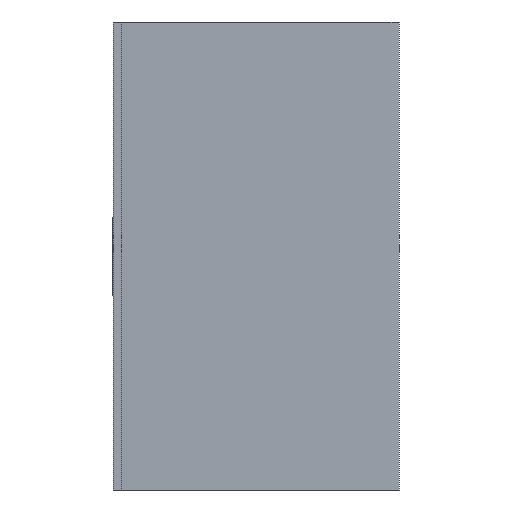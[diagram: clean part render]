
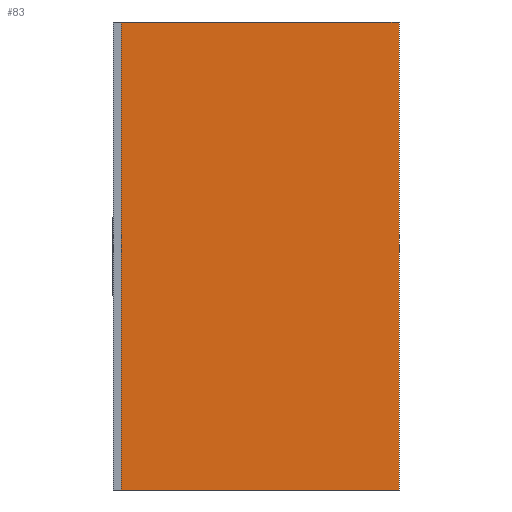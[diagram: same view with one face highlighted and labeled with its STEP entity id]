
A CAD part, left-side view. The second image highlights one B-rep face of the part: STEP entity #83.
In plain terms, the highlighted planar face has unit normal (-1, 0, 0).
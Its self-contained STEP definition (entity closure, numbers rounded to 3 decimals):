
#83 = ADVANCED_FACE ( 'NONE', ( #1490 ), #3405, .F. ) ;
#100 = EDGE_CURVE ( 'NONE', #2787, #2060, #718, .T. ) ;
#200 = EDGE_CURVE ( 'NONE', #704, #3247, #2164, .T. ) ;
#704 = VERTEX_POINT ( 'NONE', #2267 ) ;
#718 = LINE ( 'NONE', #2277, #1988 ) ;
#765 = CARTESIAN_POINT ( 'NONE',  ( -0.022, -0.015, 0. ) ) ;
#767 = LINE ( 'NONE', #1301, #1620 ) ;
#868 = LINE ( 'NONE', #1931, #888 ) ;
#888 = VECTOR ( 'NONE', #2984, 1000. ) ;
#927 = VECTOR ( 'NONE', #2635, 1000. ) ;
#1003 = CARTESIAN_POINT ( 'NONE',  ( -0.022, 0., -0.9 ) ) ;
#1044 = DIRECTION ( 'NONE',  ( 0., 1., 0. ) ) ;
#1290 = ORIENTED_EDGE ( 'NONE', *, *, #100, .F. ) ;
#1301 = CARTESIAN_POINT ( 'NONE',  ( -0.022, 0., -0.9 ) ) ;
#1490 = FACE_OUTER_BOUND ( 'NONE', #3335, .T. ) ;
#1519 = CARTESIAN_POINT ( 'NONE',  ( -0.022, 0.519, -0.9 ) ) ;
#1620 = VECTOR ( 'NONE', #1044, 1000. ) ;
#1841 = CARTESIAN_POINT ( 'NONE',  ( -0.022, 0.519, 0. ) ) ;
#1931 = CARTESIAN_POINT ( 'NONE',  ( -0.022, 0., 0. ) ) ;
#1971 = AXIS2_PLACEMENT_3D ( 'NONE', #1003, #2296, #2562 ) ;
#1988 = VECTOR ( 'NONE', #3349, 1000. ) ;
#2060 = VERTEX_POINT ( 'NONE', #1841 ) ;
#2115 = ORIENTED_EDGE ( 'NONE', *, *, #3317, .T. ) ;
#2164 = LINE ( 'NONE', #3457, #927 ) ;
#2229 = ORIENTED_EDGE ( 'NONE', *, *, #2929, .F. ) ;
#2267 = CARTESIAN_POINT ( 'NONE',  ( -0.022, -0.015, -0.9 ) ) ;
#2277 = CARTESIAN_POINT ( 'NONE',  ( -0.022, 0.519, -0.9 ) ) ;
#2296 = DIRECTION ( 'NONE',  ( 1., 0., 0. ) ) ;
#2562 = DIRECTION ( 'NONE',  ( 0., 0., -1. ) ) ;
#2635 = DIRECTION ( 'NONE',  ( 0., 0., 1. ) ) ;
#2717 = ORIENTED_EDGE ( 'NONE', *, *, #200, .T. ) ;
#2787 = VERTEX_POINT ( 'NONE', #1519 ) ;
#2929 = EDGE_CURVE ( 'NONE', #704, #2787, #767, .T. ) ;
#2984 = DIRECTION ( 'NONE',  ( 0., 1., 0. ) ) ;
#3247 = VERTEX_POINT ( 'NONE', #765 ) ;
#3317 = EDGE_CURVE ( 'NONE', #3247, #2060, #868, .T. ) ;
#3335 = EDGE_LOOP ( 'NONE', ( #2115, #1290, #2229, #2717 ) ) ;
#3349 = DIRECTION ( 'NONE',  ( 0., 0., 1. ) ) ;
#3405 = PLANE ( 'NONE',  #1971 ) ;
#3457 = CARTESIAN_POINT ( 'NONE',  ( -0.022, -0.015, -0.9 ) ) ;
